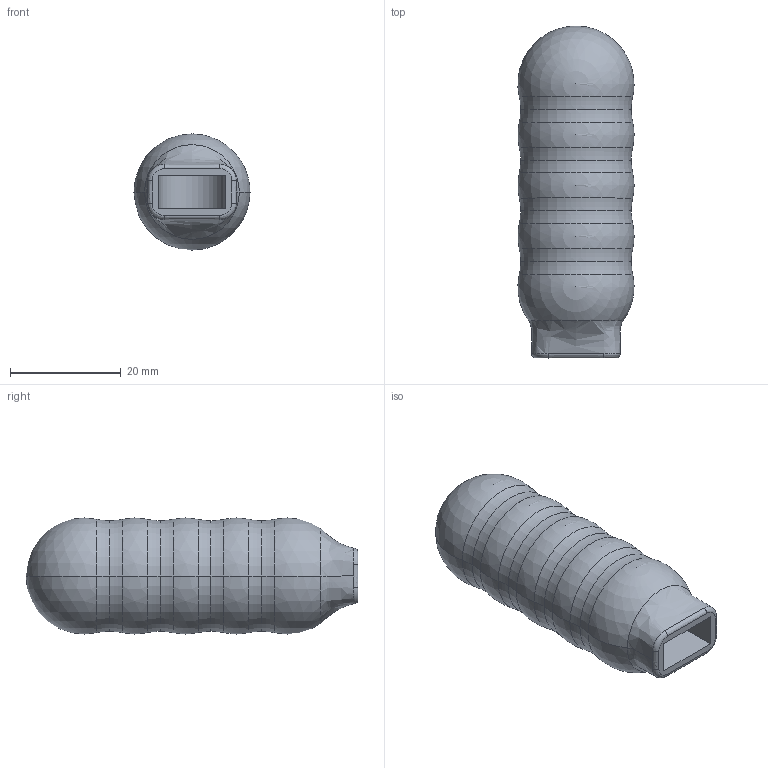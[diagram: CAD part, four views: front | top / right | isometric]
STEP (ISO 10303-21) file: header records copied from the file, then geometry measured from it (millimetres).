
FILE_DESCRIPTION (( 'STEP AP203' ), '1' );
FILE_NAME ('GH-GR-M03.STEP', '2023-02-21T06:40:19', ( '' ), ( '' ), 'SwSTEP 2.0', 'SolidWorks 2016', '' );
FILE_SCHEMA (( 'CONFIG_CONTROL_DESIGN' ));
Length unit declared in the file: millimetre
Products named in the file (1): GH-GR-M03
Bounding box: 20.99 x 60 x 21 mm (x, y, z)
Volume: 13497.6 mm3; surface area: 5983.1 mm2
Topology: 1 solids, 1 shells, 42 faces, 117 edges, 68 vertices
Faces by surface type: torus 16, bspline 10, sphere 10, plane 5, cylinder 1
Entity records: 3743 total; most frequent: CARTESIAN_POINT 2774, DIRECTION 200, ORIENTED_EDGE 184, AXIS2_PLACEMENT_3D 95, EDGE_CURVE 92, CIRCLE 62, VERTEX_POINT 53, EDGE_LOOP 43
